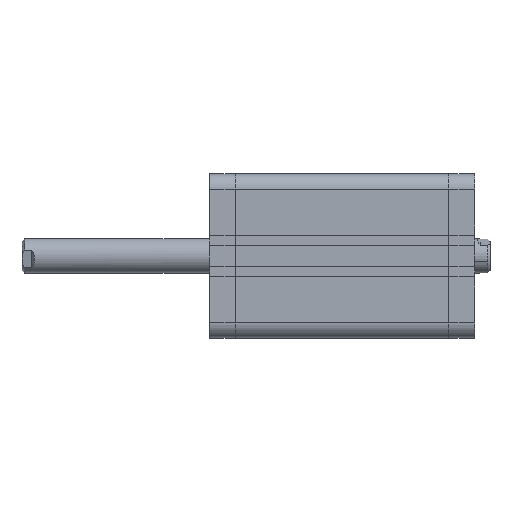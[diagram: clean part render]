
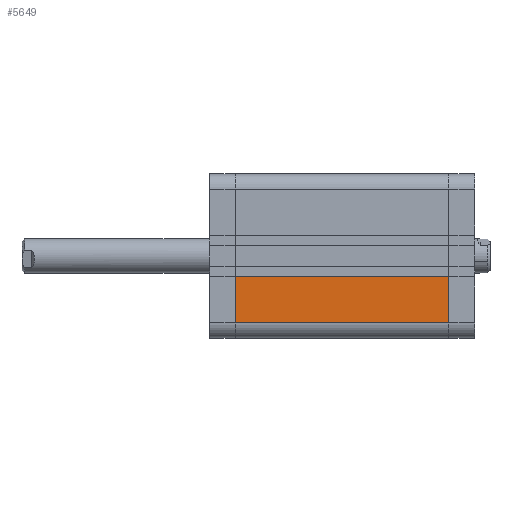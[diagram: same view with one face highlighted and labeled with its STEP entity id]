
A CAD part, front view. The second image highlights one B-rep face of the part: STEP entity #5649.
In plain terms, the highlighted planar face has unit normal (0, -1, 0).
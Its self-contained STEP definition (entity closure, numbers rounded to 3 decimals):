
#1078 = LINE ( 'NONE', #10443, #22722 ) ;
#1571 = VECTOR ( 'NONE', #19448, 1000. ) ;
#2204 = CARTESIAN_POINT ( 'NONE',  ( 0., -47.75, -11.8 ) ) ;
#3271 = ORIENTED_EDGE ( 'NONE', *, *, #23040, .T. ) ;
#4456 = CARTESIAN_POINT ( 'NONE',  ( 124., -47.75, -38.75 ) ) ;
#4924 = PLANE ( 'NONE',  #20848 ) ;
#5256 = EDGE_LOOP ( 'NONE', ( #6135, #3271, #21016, #14648 ) ) ;
#5642 = VERTEX_POINT ( 'NONE', #12315 ) ;
#5649 = ADVANCED_FACE ( 'NONE', ( #21219 ), #4924, .F. ) ;
#5736 = EDGE_CURVE ( 'NONE', #9169, #16290, #1078, .T. ) ;
#6135 = ORIENTED_EDGE ( 'NONE', *, *, #5736, .T. ) ;
#8891 = LINE ( 'NONE', #10310, #22787 ) ;
#9169 = VERTEX_POINT ( 'NONE', #22190 ) ;
#10310 = CARTESIAN_POINT ( 'NONE',  ( 124., -47.75, -47.75 ) ) ;
#10443 = CARTESIAN_POINT ( 'NONE',  ( 124.001, -47.75, -11.8 ) ) ;
#11860 = DIRECTION ( 'NONE',  ( 0., 1., 0. ) ) ;
#12084 = DIRECTION ( 'NONE',  ( 0., 0., 1. ) ) ;
#12290 = LINE ( 'NONE', #17219, #18391 ) ;
#12315 = CARTESIAN_POINT ( 'NONE',  ( 0., -47.75, -38.75 ) ) ;
#14648 = ORIENTED_EDGE ( 'NONE', *, *, #17895, .F. ) ;
#15921 = LINE ( 'NONE', #22739, #1571 ) ;
#16035 = DIRECTION ( 'NONE',  ( 0., 0., -1. ) ) ;
#16290 = VERTEX_POINT ( 'NONE', #2204 ) ;
#17219 = CARTESIAN_POINT ( 'NONE',  ( 124., -47.75, -38.75 ) ) ;
#17338 = DIRECTION ( 'NONE',  ( 1., 0., 0. ) ) ;
#17584 = DIRECTION ( 'NONE',  ( -1., 0., 0. ) ) ;
#17895 = EDGE_CURVE ( 'NONE', #9169, #19868, #8891, .T. ) ;
#18391 = VECTOR ( 'NONE', #17338, 1000. ) ;
#19125 = CARTESIAN_POINT ( 'NONE',  ( 124., -47.75, -47.75 ) ) ;
#19448 = DIRECTION ( 'NONE',  ( 0., 0., -1. ) ) ;
#19868 = VERTEX_POINT ( 'NONE', #4456 ) ;
#20848 = AXIS2_PLACEMENT_3D ( 'NONE', #19125, #11860, #12084 ) ;
#21016 = ORIENTED_EDGE ( 'NONE', *, *, #21762, .T. ) ;
#21219 = FACE_OUTER_BOUND ( 'NONE', #5256, .T. ) ;
#21762 = EDGE_CURVE ( 'NONE', #5642, #19868, #12290, .T. ) ;
#22190 = CARTESIAN_POINT ( 'NONE',  ( 124., -47.75, -11.8 ) ) ;
#22722 = VECTOR ( 'NONE', #17584, 1000. ) ;
#22739 = CARTESIAN_POINT ( 'NONE',  ( 0., -47.75, -47.75 ) ) ;
#22787 = VECTOR ( 'NONE', #16035, 1000. ) ;
#23040 = EDGE_CURVE ( 'NONE', #16290, #5642, #15921, .T. ) ;
